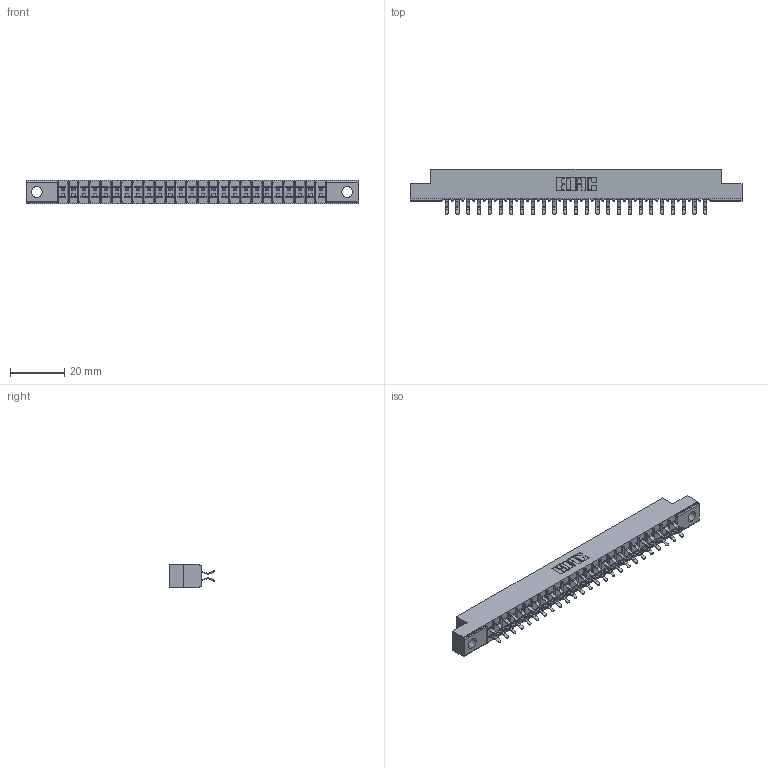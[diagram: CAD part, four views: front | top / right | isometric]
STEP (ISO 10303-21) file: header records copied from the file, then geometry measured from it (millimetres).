
FILE_DESCRIPTION (( 'STEP AP203' ), '1' );
FILE_NAME ('315-050-556-204.STEP', '2019-09-10T18:47:48', ( '' ), ( '' ), 'SwSTEP 2.0', 'SolidWorks 2016', '' );
FILE_SCHEMA (( 'CONFIG_CONTROL_DESIGN' ));
Length unit declared in the file: inch
Products named in the file (3): 315-050-556-204; 305 Part_.156 Dia; 305-290-001_556
Assembly tree (51 placements, depth 2):
  315-050-556-204
    305 Part_.156 Dia
    305-290-001_556  x50
Bounding box: 122.07 x 16.64 x 8.71 mm (x, y, z)
Volume: 7541.9 mm3; surface area: 14327.2 mm2
Topology: 51 solids, 51 shells, 2930 faces, 8427 edges, 5482 vertices
Faces by surface type: plane 1632, cylinder 1198, sphere 100
Entity records: 29778 total; most frequent: CARTESIAN_POINT 4935, ORIENTED_EDGE 4894, DIRECTION 4783, EDGE_CURVE 2447, LINE 1963, VECTOR 1963, VERTEX_POINT 1562, AXIS2_PLACEMENT_3D 1410
